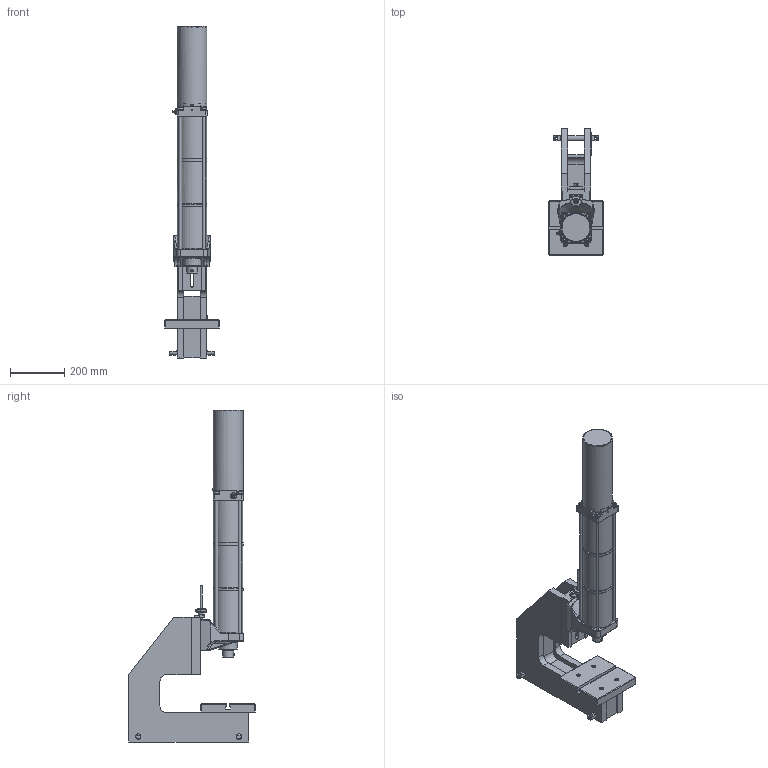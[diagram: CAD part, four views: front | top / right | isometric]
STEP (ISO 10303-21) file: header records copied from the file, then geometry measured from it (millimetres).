
FILE_DESCRIPTION((''),'2;1');
FILE_NAME('XL_DA_1300_120_250.stp','2010-05-05T11:15:13',('rfinsterle'),(''),'Autodesk Inventor 2008','Autodesk Inventor 2008','');
FILE_SCHEMA(('AUTOMOTIVE_DESIGN { 1 0 10303 214 1 1 1 1 }'));
Length unit declared in the file: millimetre
Products named in the file (6): ENG-001078_V; ENG-000876_V; ENG-001068-2_V; ENG-000378; DIN 7337  A A3 x 8; ENG-000877
Assembly tree (6 placements, depth 2):
  ENG-001078_V
    ENG-000876_V
    ENG-001068-2_V
    ENG-000378
    DIN 7337  A A3 x 8  x2
    ENG-000877
Bounding box: 200 x 465 x 1218.74 mm (x, y, z)
Volume: 10020019.6 mm3; surface area: 1597883.6 mm2
Topology: 7 solids, 28 shells, 5833 faces, 15695 edges, 10308 vertices
Faces by surface type: plane 3475, bspline 1901, cylinder 216, cone 168, torus 48, sphere 25
Full cylindrical faces by diameter (mm): 3 x4, 3.242 x1, 4.135 x2, 5 x3, 5.3 x2, 6 x2, 6.5 x2, 8 x9, 8.4 x1, 10 x6, 11.8 x2, 12 x3, 13 x6, 16.66 x1, 17 x1, 17.5 x2, 18 x3, 19.4 x1, 19.5 x1, 20 x8, 20.3 x1, 22 x1, 23.4 x1, 24 x2, 24.4 x1, 25 x1, 30.5 x2, 38 x2, 40 x2, 40.5 x2
Entity records: 205965 total; most frequent: CARTESIAN_POINT 69094, ORIENTED_EDGE 30274, DIRECTION 20236, EDGE_CURVE 15137, VECTOR 10392, LINE 10392, VERTEX_POINT 10146, EDGE_LOOP 6681
